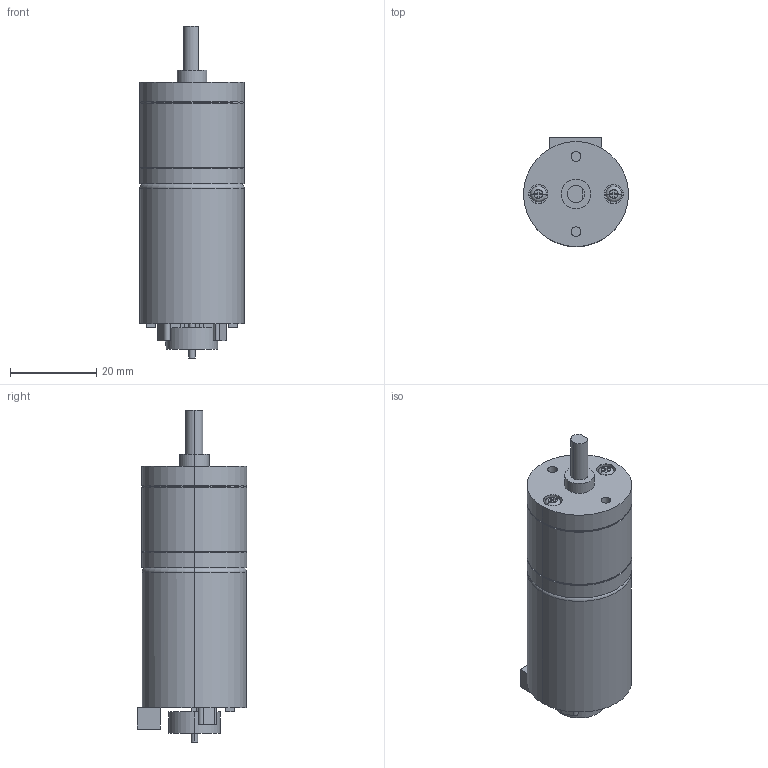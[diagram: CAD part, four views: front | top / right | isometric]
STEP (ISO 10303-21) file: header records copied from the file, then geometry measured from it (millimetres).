
FILE_DESCRIPTION (( 'STEP AP203' ), '1' );
FILE_NAME ('Motor.stp_Default_sldprt.STEP', '2025-12-16T23:09:29', ( '' ), ( '' ), 'SwSTEP 2.0', 'SolidWorks 2022', '' );
FILE_SCHEMA (( 'CONFIG_CONTROL_DESIGN' ));
Length unit declared in the file: millimetre
Products named in the file (1): Motor.stp_Default_sldprt
Bounding box: 24.4 x 25.49 x 77.15 mm (x, y, z)
Volume: 15204.9 mm3; surface area: 9682.7 mm2
Topology: 2 solids, 4 shells, 171 faces, 387 edges, 246 vertices
Faces by surface type: plane 91, cylinder 58, torus 14, cone 8
Entity records: 4828 total; most frequent: DIRECTION 871, CARTESIAN_POINT 801, ORIENTED_EDGE 766, EDGE_CURVE 383, AXIS2_PLACEMENT_3D 316, VERTEX_POINT 246, VECTOR 239, LINE 239
